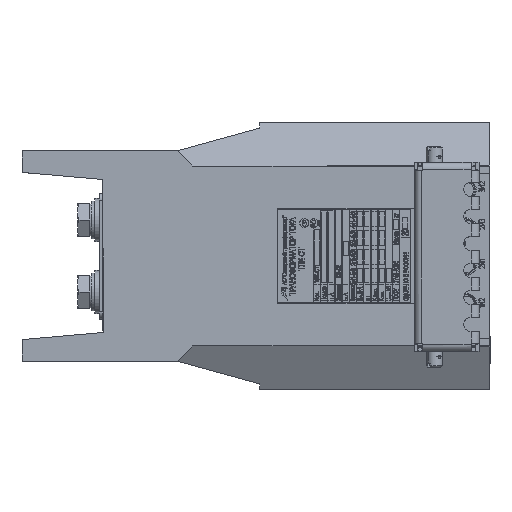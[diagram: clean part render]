
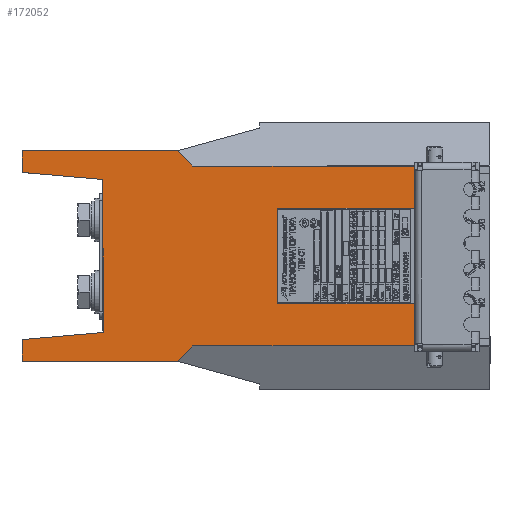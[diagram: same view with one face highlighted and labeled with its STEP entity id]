
A CAD part, left-side view. The second image highlights one B-rep face of the part: STEP entity #172052.
In plain terms, the highlighted planar face has unit normal (-1, 0, 0).
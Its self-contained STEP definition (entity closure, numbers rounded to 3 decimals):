
#608 = VERTEX_POINT ( 'NONE', #84433 ) ;
#4094 = ORIENTED_EDGE ( 'NONE', *, *, #8175, .T. ) ;
#5197 = EDGE_CURVE ( 'NONE', #185188, #178038, #191313, .T. ) ;
#5516 = CARTESIAN_POINT ( 'NONE',  ( -197.5, 42., -50. ) ) ;
#6848 = VERTEX_POINT ( 'NONE', #34055 ) ;
#8175 = EDGE_CURVE ( 'NONE', #164763, #608, #160905, .T. ) ;
#8819 = ORIENTED_EDGE ( 'NONE', *, *, #58848, .T. ) ;
#9149 = CARTESIAN_POINT ( 'NONE',  ( -197.5, 215., 50. ) ) ;
#11078 = VERTEX_POINT ( 'NONE', #124346 ) ;
#14273 = ORIENTED_EDGE ( 'NONE', *, *, #17571, .T. ) ;
#14666 = ORIENTED_EDGE ( 'NONE', *, *, #21848, .F. ) ;
#14781 = CARTESIAN_POINT ( 'NONE',  ( -197.5, 173.561, -58.437 ) ) ;
#14931 = EDGE_LOOP ( 'NONE', ( #217901, #105407, #14666, #47504, #144474, #29069, #188206, #149831, #46145, #154484, #14273, #221049, #46710, #4094, #99589, #8819 ) ) ;
#15103 = VERTEX_POINT ( 'NONE', #14781 ) ;
#16893 = LINE ( 'NONE', #161411, #57294 ) ;
#16896 = VECTOR ( 'NONE', #43343, 1000. ) ;
#17503 = CARTESIAN_POINT ( 'NONE',  ( -197.5, 260., 58.437 ) ) ;
#17571 = EDGE_CURVE ( 'NONE', #107095, #185188, #210584, .T. ) ;
#21848 = EDGE_CURVE ( 'NONE', #192555, #101867, #42121, .T. ) ;
#26079 = CARTESIAN_POINT ( 'NONE',  ( -197.5, 173.561, -58.437 ) ) ;
#26082 = CARTESIAN_POINT ( 'NONE',  ( -197.5, 42., 50. ) ) ;
#26145 = EDGE_CURVE ( 'NONE', #122669, #128711, #206111, .T. ) ;
#27148 = PLANE ( 'NONE',  #27773 ) ;
#27773 = AXIS2_PLACEMENT_3D ( 'NONE', #112369, #147936, #44483 ) ;
#28508 = DIRECTION ( 'NONE',  ( 0., -1., 0. ) ) ;
#29069 = ORIENTED_EDGE ( 'NONE', *, *, #26145, .F. ) ;
#34055 = CARTESIAN_POINT ( 'NONE',  ( -197.5, 118., -26.5 ) ) ;
#34324 = CARTESIAN_POINT ( 'NONE',  ( -197.5, 42., -50. ) ) ;
#38317 = LINE ( 'NONE', #34324, #130103 ) ;
#39853 = CARTESIAN_POINT ( 'NONE',  ( -197.5, 165.124, -50. ) ) ;
#41714 = LINE ( 'NONE', #26079, #133503 ) ;
#42121 = LINE ( 'NONE', #71386, #122993 ) ;
#43343 = DIRECTION ( 'NONE',  ( 0., -1., 0. ) ) ;
#44483 = DIRECTION ( 'NONE',  ( 0., 0., -1. ) ) ;
#45905 = CARTESIAN_POINT ( 'NONE',  ( -197.5, 260., -58.437 ) ) ;
#46145 = ORIENTED_EDGE ( 'NONE', *, *, #81034, .T. ) ;
#46710 = ORIENTED_EDGE ( 'NONE', *, *, #197647, .F. ) ;
#47504 = ORIENTED_EDGE ( 'NONE', *, *, #168045, .F. ) ;
#49661 = DIRECTION ( 'NONE',  ( 0., -0.996, -0.087 ) ) ;
#50869 = VECTOR ( 'NONE', #52138, 1000. ) ;
#52138 = DIRECTION ( 'NONE',  ( 0., 1., 0. ) ) ;
#53075 = CARTESIAN_POINT ( 'NONE',  ( -197.5, 260., 58.437 ) ) ;
#55301 = CARTESIAN_POINT ( 'NONE',  ( -197.5, 42., 26.5 ) ) ;
#57294 = VECTOR ( 'NONE', #145534, 1000. ) ;
#58848 = EDGE_CURVE ( 'NONE', #220404, #15103, #117210, .T. ) ;
#60795 = EDGE_CURVE ( 'NONE', #15103, #189077, #41714, .T. ) ;
#62747 = LINE ( 'NONE', #111937, #16896 ) ;
#63032 = CARTESIAN_POINT ( 'NONE',  ( -197.5, 260., 46.437 ) ) ;
#63040 = EDGE_CURVE ( 'NONE', #189077, #101867, #62747, .T. ) ;
#65161 = EDGE_CURVE ( 'NONE', #121487, #107095, #188686, .T. ) ;
#69428 = CARTESIAN_POINT ( 'NONE',  ( -197.5, 42., -26.5 ) ) ;
#71386 = CARTESIAN_POINT ( 'NONE',  ( -197.5, 42., -50. ) ) ;
#71427 = VECTOR ( 'NONE', #129817, 1000. ) ;
#72822 = CARTESIAN_POINT ( 'NONE',  ( -197.5, 215., -50. ) ) ;
#73545 = CARTESIAN_POINT ( 'NONE',  ( -197.5, 118., -26.5 ) ) ;
#73677 = VECTOR ( 'NONE', #176154, 1000. ) ;
#76778 = DIRECTION ( 'NONE',  ( 0., 0., -1. ) ) ;
#80399 = DIRECTION ( 'NONE',  ( 0., 0., -1. ) ) ;
#81034 = EDGE_CURVE ( 'NONE', #11078, #121487, #16893, .T. ) ;
#84433 = CARTESIAN_POINT ( 'NONE',  ( -197.5, 260., -46.437 ) ) ;
#90755 = LINE ( 'NONE', #72822, #182668 ) ;
#90897 = DIRECTION ( 'NONE',  ( 0., 0., -1. ) ) ;
#91204 = CARTESIAN_POINT ( 'NONE',  ( -197.5, 173.561, 58.437 ) ) ;
#97880 = EDGE_CURVE ( 'NONE', #608, #220404, #126537, .T. ) ;
#99589 = ORIENTED_EDGE ( 'NONE', *, *, #97880, .T. ) ;
#101867 = VERTEX_POINT ( 'NONE', #5516 ) ;
#104784 = VECTOR ( 'NONE', #49661, 1000. ) ;
#105407 = ORIENTED_EDGE ( 'NONE', *, *, #63040, .T. ) ;
#107095 = VERTEX_POINT ( 'NONE', #53075 ) ;
#111937 = CARTESIAN_POINT ( 'NONE',  ( -197.5, 215., -50. ) ) ;
#112369 = CARTESIAN_POINT ( 'NONE',  ( -197.5, 215., -50. ) ) ;
#117210 = LINE ( 'NONE', #45905, #157806 ) ;
#118162 = LINE ( 'NONE', #73545, #164219 ) ;
#121487 = VERTEX_POINT ( 'NONE', #91204 ) ;
#122669 = VERTEX_POINT ( 'NONE', #204211 ) ;
#122993 = VECTOR ( 'NONE', #159738, 1000. ) ;
#124068 = EDGE_CURVE ( 'NONE', #11078, #175406, #163383, .T. ) ;
#124346 = CARTESIAN_POINT ( 'NONE',  ( -197.5, 165.124, 50. ) ) ;
#126537 = LINE ( 'NONE', #180235, #218520 ) ;
#128711 = VERTEX_POINT ( 'NONE', #193881 ) ;
#129817 = DIRECTION ( 'NONE',  ( 0., -1., 0. ) ) ;
#130103 = VECTOR ( 'NONE', #155125, 1000. ) ;
#131556 = EDGE_CURVE ( 'NONE', #175406, #122669, #38317, .T. ) ;
#133002 = LINE ( 'NONE', #69428, #178974 ) ;
#133503 = VECTOR ( 'NONE', #146843, 1000. ) ;
#138276 = CARTESIAN_POINT ( 'NONE',  ( -197.5, 260., 46.437 ) ) ;
#144474 = ORIENTED_EDGE ( 'NONE', *, *, #191157, .F. ) ;
#145534 = DIRECTION ( 'NONE',  ( 0., 0.707, 0.707 ) ) ;
#146843 = DIRECTION ( 'NONE',  ( 0., -0.707, 0.707 ) ) ;
#147936 = DIRECTION ( 'NONE',  ( 1., 0., 0. ) ) ;
#149831 = ORIENTED_EDGE ( 'NONE', *, *, #124068, .F. ) ;
#153120 = CARTESIAN_POINT ( 'NONE',  ( -197.5, 215., 42.5 ) ) ;
#154484 = ORIENTED_EDGE ( 'NONE', *, *, #65161, .T. ) ;
#155125 = DIRECTION ( 'NONE',  ( 0., 0., -1. ) ) ;
#156705 = DIRECTION ( 'NONE',  ( 0., 0., 1. ) ) ;
#157806 = VECTOR ( 'NONE', #28508, 1000. ) ;
#159218 = VECTOR ( 'NONE', #80399, 1000. ) ;
#159738 = DIRECTION ( 'NONE',  ( 0., 0., -1. ) ) ;
#160905 = LINE ( 'NONE', #221920, #206839 ) ;
#161411 = CARTESIAN_POINT ( 'NONE',  ( -197.5, 173.561, 58.437 ) ) ;
#163358 = CARTESIAN_POINT ( 'NONE',  ( -197.5, 42., -26.5 ) ) ;
#163383 = LINE ( 'NONE', #9149, #71427 ) ;
#164219 = VECTOR ( 'NONE', #90897, 1000. ) ;
#164763 = VERTEX_POINT ( 'NONE', #215656 ) ;
#168045 = EDGE_CURVE ( 'NONE', #6848, #192555, #133002, .T. ) ;
#170630 = DIRECTION ( 'NONE',  ( 0., 0.996, -0.087 ) ) ;
#172052 = ADVANCED_FACE ( 'NONE', ( #187626 ), #27148, .F. ) ;
#174748 = CARTESIAN_POINT ( 'NONE',  ( -197.5, 260., -58.437 ) ) ;
#175406 = VERTEX_POINT ( 'NONE', #26082 ) ;
#176154 = DIRECTION ( 'NONE',  ( 0., 1., 0. ) ) ;
#178038 = VERTEX_POINT ( 'NONE', #220113 ) ;
#178974 = VECTOR ( 'NONE', #206147, 1000. ) ;
#180235 = CARTESIAN_POINT ( 'NONE',  ( -197.5, 260., -46.437 ) ) ;
#182668 = VECTOR ( 'NONE', #156705, 1000. ) ;
#185188 = VERTEX_POINT ( 'NONE', #138276 ) ;
#187626 = FACE_OUTER_BOUND ( 'NONE', #14931, .T. ) ;
#188206 = ORIENTED_EDGE ( 'NONE', *, *, #131556, .F. ) ;
#188686 = LINE ( 'NONE', #17503, #50869 ) ;
#189077 = VERTEX_POINT ( 'NONE', #39853 ) ;
#191157 = EDGE_CURVE ( 'NONE', #128711, #6848, #118162, .T. ) ;
#191313 = LINE ( 'NONE', #153120, #104784 ) ;
#192555 = VERTEX_POINT ( 'NONE', #163358 ) ;
#193881 = CARTESIAN_POINT ( 'NONE',  ( -197.5, 118., 26.5 ) ) ;
#197647 = EDGE_CURVE ( 'NONE', #164763, #178038, #90755, .T. ) ;
#204211 = CARTESIAN_POINT ( 'NONE',  ( -197.5, 42., 26.5 ) ) ;
#206111 = LINE ( 'NONE', #55301, #73677 ) ;
#206147 = DIRECTION ( 'NONE',  ( 0., -1., 0. ) ) ;
#206839 = VECTOR ( 'NONE', #170630, 1000. ) ;
#210584 = LINE ( 'NONE', #63032, #159218 ) ;
#215656 = CARTESIAN_POINT ( 'NONE',  ( -197.5, 215., -42.5 ) ) ;
#217901 = ORIENTED_EDGE ( 'NONE', *, *, #60795, .T. ) ;
#218520 = VECTOR ( 'NONE', #76778, 1000. ) ;
#220113 = CARTESIAN_POINT ( 'NONE',  ( -197.5, 215., 42.5 ) ) ;
#220404 = VERTEX_POINT ( 'NONE', #174748 ) ;
#221049 = ORIENTED_EDGE ( 'NONE', *, *, #5197, .T. ) ;
#221920 = CARTESIAN_POINT ( 'NONE',  ( -197.5, 215., -42.5 ) ) ;
